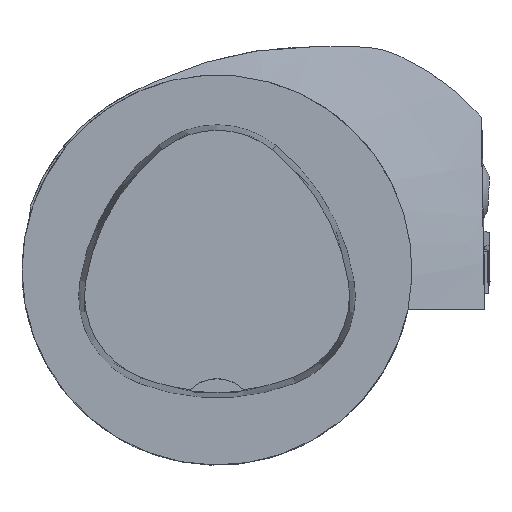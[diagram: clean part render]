
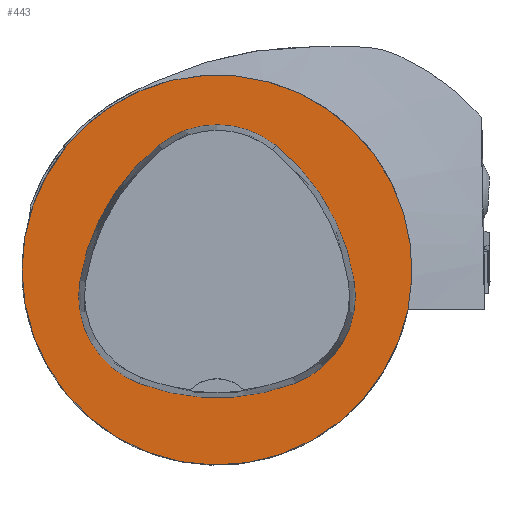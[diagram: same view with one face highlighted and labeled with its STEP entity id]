
A CAD part, top view. The second image highlights one B-rep face of the part: STEP entity #443.
In plain terms, the highlighted planar face has unit normal (0, 0, 1).
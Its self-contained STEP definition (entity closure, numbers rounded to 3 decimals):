
#443=ADVANCED_FACE('',(#849,#850),#638,.T.);
#638=PLANE('',#3623);
#705=CIRCLE('',#3575,25.);
#707=CIRCLE('',#3601,28.);
#709=CIRCLE('',#3604,12.);
#711=CIRCLE('',#3607,28.);
#713=CIRCLE('',#3610,12.);
#717=CIRCLE('',#3615,28.);
#719=CIRCLE('',#3618,12.);
#849=FACE_BOUND('',#911,.T.);
#850=FACE_BOUND('',#912,.T.);
#911=EDGE_LOOP('',(#1403,#1404,#1405,#1406,#1407,#1408));
#912=EDGE_LOOP('',(#1409));
#1403=ORIENTED_EDGE('',*,*,#2654,.T.);
#1404=ORIENTED_EDGE('',*,*,#2634,.T.);
#1405=ORIENTED_EDGE('',*,*,#2638,.T.);
#1406=ORIENTED_EDGE('',*,*,#2641,.T.);
#1407=ORIENTED_EDGE('',*,*,#2644,.T.);
#1408=ORIENTED_EDGE('',*,*,#2652,.T.);
#1409=ORIENTED_EDGE('',*,*,#2596,.F.);
#2280=VERTEX_POINT('',#5052);
#2305=VERTEX_POINT('',#5154);
#2306=VERTEX_POINT('',#5155);
#2309=VERTEX_POINT('',#5163);
#2311=VERTEX_POINT('',#5169);
#2313=VERTEX_POINT('',#5175);
#2320=VERTEX_POINT('',#5196);
#2596=EDGE_CURVE('',#2280,#2280,#705,.T.);
#2634=EDGE_CURVE('',#2305,#2306,#707,.T.);
#2638=EDGE_CURVE('',#2306,#2309,#709,.T.);
#2641=EDGE_CURVE('',#2309,#2311,#711,.T.);
#2644=EDGE_CURVE('',#2311,#2313,#713,.T.);
#2652=EDGE_CURVE('',#2313,#2320,#717,.T.);
#2654=EDGE_CURVE('',#2320,#2305,#719,.T.);
#3575=AXIS2_PLACEMENT_3D('',#5051,#4002,#4003);
#3601=AXIS2_PLACEMENT_3D('',#5153,#4071,#4072);
#3604=AXIS2_PLACEMENT_3D('',#5162,#4079,#4080);
#3607=AXIS2_PLACEMENT_3D('',#5168,#4086,#4087);
#3610=AXIS2_PLACEMENT_3D('',#5174,#4093,#4094);
#3615=AXIS2_PLACEMENT_3D('',#5197,#4105,#4106);
#3618=AXIS2_PLACEMENT_3D('',#5200,#4111,#4112);
#3623=AXIS2_PLACEMENT_3D('',#5205,#4121,#4122);
#4002=DIRECTION('',(0.,0.,-1.));
#4003=DIRECTION('',(-1.,0.,0.));
#4071=DIRECTION('',(0.,0.,-1.));
#4072=DIRECTION('',(-1.,0.,0.));
#4079=DIRECTION('',(0.,0.,-1.));
#4080=DIRECTION('',(-1.,0.,0.));
#4086=DIRECTION('',(0.,0.,-1.));
#4087=DIRECTION('',(-1.,0.,0.));
#4093=DIRECTION('',(0.,0.,-1.));
#4094=DIRECTION('',(-1.,0.,0.));
#4105=DIRECTION('',(0.,0.,-1.));
#4106=DIRECTION('',(-1.,0.,0.));
#4111=DIRECTION('',(0.,0.,-1.));
#4112=DIRECTION('',(-1.,0.,0.));
#4121=DIRECTION('',(0.,0.,1.));
#4122=DIRECTION('',(1.,0.,0.));
#5051=CARTESIAN_POINT('',(0.,0.,0.));
#5052=CARTESIAN_POINT('',(-25.,0.,0.));
#5153=CARTESIAN_POINT('',(10.068,-5.824,0.));
#5154=CARTESIAN_POINT('',(-17.584,-1.424,0.));
#5155=CARTESIAN_POINT('',(-7.531,15.953,0.));
#5162=CARTESIAN_POINT('',(0.011,6.62,0.));
#5163=CARTESIAN_POINT('',(7.567,15.942,0.));
#5168=CARTESIAN_POINT('',(-10.063,-5.81,0.));
#5169=CARTESIAN_POINT('',(17.59,-1.418,0.));
#5174=CARTESIAN_POINT('',(5.739,-3.3,0.));
#5175=CARTESIAN_POINT('',(10.05,-14.499,0.));
#5196=CARTESIAN_POINT('',(-10.025,-14.516,0.));
#5197=CARTESIAN_POINT('',(-0.01,11.631,0.));
#5200=CARTESIAN_POINT('',(-5.733,-3.31,0.));
#5205=CARTESIAN_POINT('',(0.,0.,0.));
